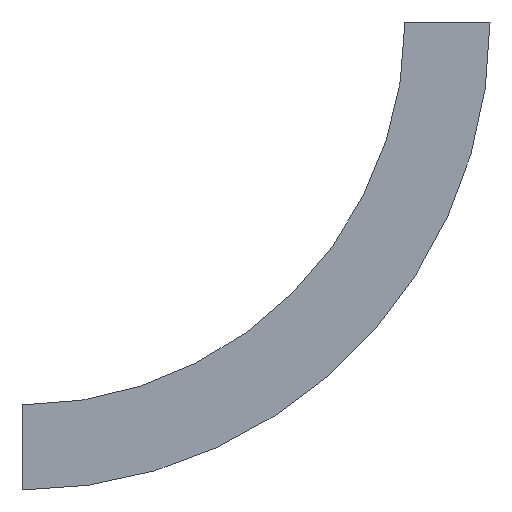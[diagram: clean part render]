
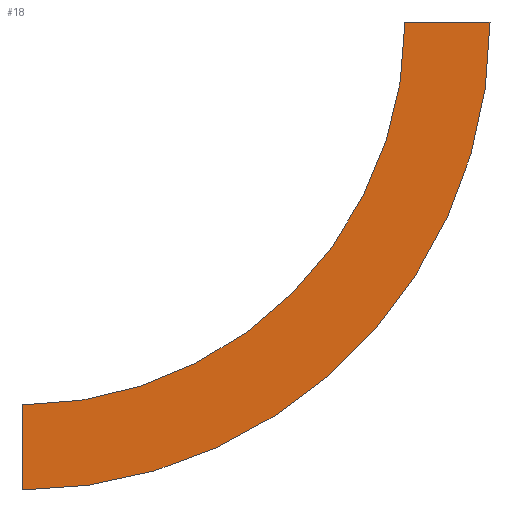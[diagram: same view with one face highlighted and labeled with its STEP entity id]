
A CAD part, front view. The second image highlights one B-rep face of the part: STEP entity #18.
In plain terms, the highlighted planar face has unit normal (0, -1, 0).
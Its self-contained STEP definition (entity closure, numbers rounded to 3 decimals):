
#17 = DIRECTION ( 'NONE',  ( 0., 0., -1. ) ) ;
#18 = ADVANCED_FACE ( 'NONE', ( #87 ), #737, .T. ) ;
#31 = ORIENTED_EDGE ( 'NONE', *, *, #611, .F. ) ;
#51 = VERTEX_POINT ( 'NONE', #336 ) ;
#52 = DIRECTION ( 'NONE',  ( 0., -1., 0. ) ) ;
#54 = LINE ( 'NONE', #614, #440 ) ;
#75 = DIRECTION ( 'NONE',  ( 0., 0., -1. ) ) ;
#78 = VECTOR ( 'NONE', #249, 1000. ) ;
#81 = CARTESIAN_POINT ( 'NONE',  ( 450., 0., 0.1 ) ) ;
#87 = FACE_OUTER_BOUND ( 'NONE', #527, .T. ) ;
#99 = CARTESIAN_POINT ( 'NONE',  ( 550., 0., 0. ) ) ;
#103 = DIRECTION ( 'NONE',  ( 0., 0., -1. ) ) ;
#117 = CARTESIAN_POINT ( 'NONE',  ( -0.1, 0., -550. ) ) ;
#120 = CARTESIAN_POINT ( 'NONE',  ( 550., 0., 0.1 ) ) ;
#124 = AXIS2_PLACEMENT_3D ( 'NONE', #372, #523, #103 ) ;
#149 = CIRCLE ( 'NONE', #667, 450. ) ;
#152 = DIRECTION ( 'NONE',  ( 0., -1., 0. ) ) ;
#155 = CARTESIAN_POINT ( 'NONE',  ( 550., 0., 0.1 ) ) ;
#166 = LINE ( 'NONE', #117, #78 ) ;
#181 = CARTESIAN_POINT ( 'NONE',  ( 450., 0., 0. ) ) ;
#186 = DIRECTION ( 'NONE',  ( 0., 0., -1. ) ) ;
#212 = CARTESIAN_POINT ( 'NONE',  ( 0., 0., -550. ) ) ;
#215 = CARTESIAN_POINT ( 'NONE',  ( 0., 0., 0. ) ) ;
#242 = CARTESIAN_POINT ( 'NONE',  ( -0.1, 0., -450. ) ) ;
#249 = DIRECTION ( 'NONE',  ( 1., 0., 0. ) ) ;
#284 = CIRCLE ( 'NONE', #598, 550. ) ;
#336 = CARTESIAN_POINT ( 'NONE',  ( -0.1, 0., -550. ) ) ;
#372 = CARTESIAN_POINT ( 'NONE',  ( 0., 0., -450. ) ) ;
#381 = ORIENTED_EDGE ( 'NONE', *, *, #637, .T. ) ;
#382 = DIRECTION ( 'NONE',  ( 1., 0., 0. ) ) ;
#389 = ORIENTED_EDGE ( 'NONE', *, *, #554, .T. ) ;
#408 = EDGE_CURVE ( 'NONE', #543, #457, #894, .T. ) ;
#440 = VECTOR ( 'NONE', #469, 1000. ) ;
#457 = VERTEX_POINT ( 'NONE', #181 ) ;
#459 = DIRECTION ( 'NONE',  ( 0., 0., -1. ) ) ;
#469 = DIRECTION ( 'NONE',  ( 1., 0., 0. ) ) ;
#479 = VERTEX_POINT ( 'NONE', #882 ) ;
#488 = VECTOR ( 'NONE', #17, 1000. ) ;
#499 = VECTOR ( 'NONE', #787, 1000. ) ;
#502 = EDGE_CURVE ( 'NONE', #716, #902, #904, .T. ) ;
#523 = DIRECTION ( 'NONE',  ( 0., -1., 0. ) ) ;
#527 = EDGE_LOOP ( 'NONE', ( #795, #747, #389, #613, #381, #806, #31, #625 ) ) ;
#543 = VERTEX_POINT ( 'NONE', #81 ) ;
#553 = EDGE_CURVE ( 'NONE', #479, #457, #149, .T. ) ;
#554 = EDGE_CURVE ( 'NONE', #568, #51, #883, .T. ) ;
#568 = VERTEX_POINT ( 'NONE', #645 ) ;
#587 = VERTEX_POINT ( 'NONE', #212 ) ;
#598 = AXIS2_PLACEMENT_3D ( 'NONE', #842, #52, #186 ) ;
#611 = EDGE_CURVE ( 'NONE', #543, #716, #54, .T. ) ;
#613 = ORIENTED_EDGE ( 'NONE', *, *, #651, .T. ) ;
#614 = CARTESIAN_POINT ( 'NONE',  ( 450., 0., 0.1 ) ) ;
#625 = ORIENTED_EDGE ( 'NONE', *, *, #408, .T. ) ;
#637 = EDGE_CURVE ( 'NONE', #587, #902, #284, .T. ) ;
#645 = CARTESIAN_POINT ( 'NONE',  ( -0.1, 0., -450. ) ) ;
#651 = EDGE_CURVE ( 'NONE', #51, #587, #166, .T. ) ;
#667 = AXIS2_PLACEMENT_3D ( 'NONE', #215, #152, #75 ) ;
#716 = VERTEX_POINT ( 'NONE', #120 ) ;
#719 = CARTESIAN_POINT ( 'NONE',  ( -0.1, 0., -450. ) ) ;
#734 = VECTOR ( 'NONE', #382, 1000. ) ;
#737 = PLANE ( 'NONE',  #124 ) ;
#744 = CARTESIAN_POINT ( 'NONE',  ( 450., 0., 0.1 ) ) ;
#747 = ORIENTED_EDGE ( 'NONE', *, *, #892, .F. ) ;
#787 = DIRECTION ( 'NONE',  ( 0., 0., -1. ) ) ;
#795 = ORIENTED_EDGE ( 'NONE', *, *, #553, .F. ) ;
#806 = ORIENTED_EDGE ( 'NONE', *, *, #502, .F. ) ;
#842 = CARTESIAN_POINT ( 'NONE',  ( 0., 0., 0. ) ) ;
#844 = VECTOR ( 'NONE', #459, 1000. ) ;
#882 = CARTESIAN_POINT ( 'NONE',  ( 0., 0., -450. ) ) ;
#883 = LINE ( 'NONE', #719, #499 ) ;
#889 = LINE ( 'NONE', #242, #734 ) ;
#892 = EDGE_CURVE ( 'NONE', #568, #479, #889, .T. ) ;
#894 = LINE ( 'NONE', #744, #844 ) ;
#902 = VERTEX_POINT ( 'NONE', #99 ) ;
#904 = LINE ( 'NONE', #155, #488 ) ;
